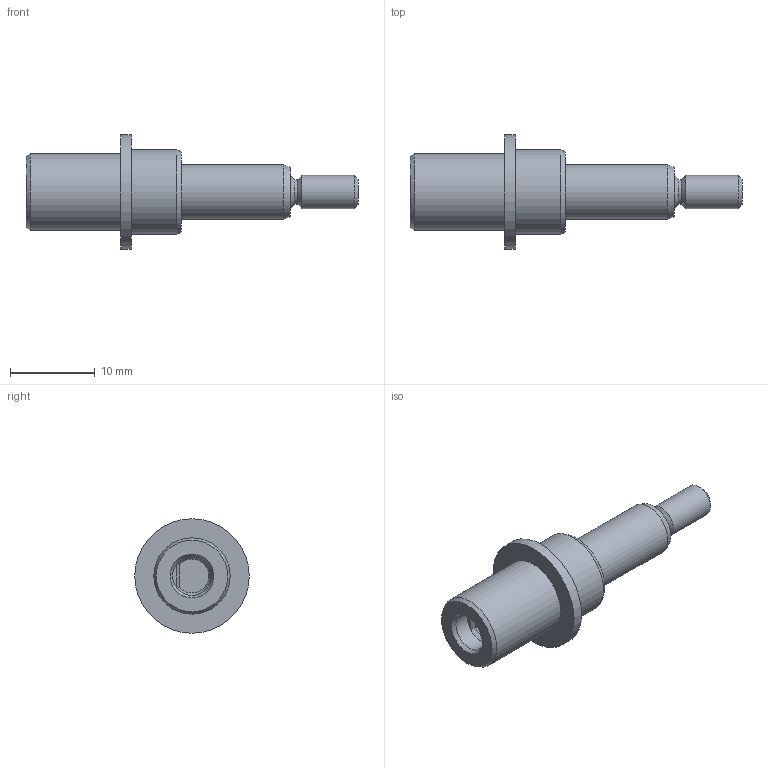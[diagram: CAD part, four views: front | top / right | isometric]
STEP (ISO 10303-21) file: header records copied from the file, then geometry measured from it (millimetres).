
FILE_DESCRIPTION(/* description */ (''),/* implementation_level */ '2;1');
FILE_NAME(/* name */ 'ACWA-0072-BC_MANCHON_MOT_BL_VERT v19.step',/* time_stamp */ '2024-02-28T12:06:56+01:00',/* author */ (''),/* organization */ (''),/* preprocessor_version */ 'ST-DEVELOPER v20',/* originating_system */ 'Autodesk Translation Framework v12.20.1.177',/* authorisation */ '');
FILE_SCHEMA (('AUTOMOTIVE_DESIGN { 1 0 10303 214 3 1 1 }'));
Length unit declared in the file: millimetre
Products named in the file (1): ACWA-0072-BC_MANCHON_MOT_BL_VERT
Bounding box: 39.15 x 13.5 x 13.5 mm (x, y, z)
Volume: 1713.6 mm3; surface area: 1304.1 mm2
Topology: 1 solids, 1 shells, 26 faces, 48 edges, 29 vertices
Faces by surface type: plane 10, cone 8, cylinder 8
Full cylindrical faces by diameter (mm): 2.9 x1, 3.908 x1, 4.6 x1, 6.4 x1, 9 x1, 10 x1, 13.5 x1
Entity records: 689 total; most frequent: DIRECTION 127, CARTESIAN_POINT 110, ORIENTED_EDGE 96, AXIS2_PLACEMENT_3D 54, EDGE_CURVE 48, EDGE_LOOP 31, VERTEX_POINT 29, CIRCLE 27
